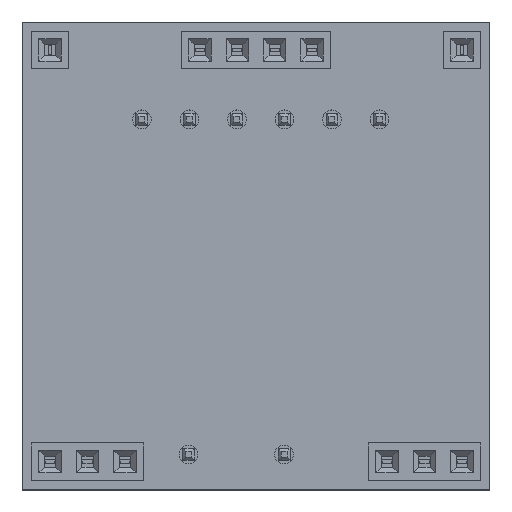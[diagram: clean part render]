
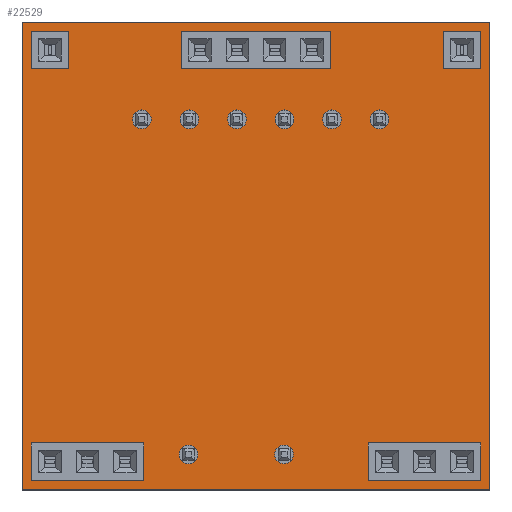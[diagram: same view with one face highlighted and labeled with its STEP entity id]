
A CAD part, top view. The second image highlights one B-rep face of the part: STEP entity #22529.
In plain terms, the highlighted planar face has unit normal (0, 0, 1).
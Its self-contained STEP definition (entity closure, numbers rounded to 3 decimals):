
#22197 = VERTEX_POINT('',#22198);
#22198 = CARTESIAN_POINT('',(-12.9,-57.,1.6));
#22204 = EDGE_CURVE('',#22197,#22205,#22207,.T.);
#22205 = VERTEX_POINT('',#22206);
#22206 = CARTESIAN_POINT('',(-37.9,-57.,1.6));
#22207 = LINE('',#22208,#22209);
#22208 = CARTESIAN_POINT('',(-12.9,-57.,1.6));
#22209 = VECTOR('',#22210,1.);
#22210 = DIRECTION('',(-1.,0.,0.));
#22237 = VERTEX_POINT('',#22238);
#22238 = CARTESIAN_POINT('',(-12.9,-32.,1.6));
#22244 = EDGE_CURVE('',#22237,#22197,#22245,.T.);
#22245 = LINE('',#22246,#22247);
#22246 = CARTESIAN_POINT('',(-12.9,-32.,1.6));
#22247 = VECTOR('',#22248,1.);
#22248 = DIRECTION('',(0.,-1.,0.));
#22266 = EDGE_CURVE('',#22205,#22267,#22269,.T.);
#22267 = VERTEX_POINT('',#22268);
#22268 = CARTESIAN_POINT('',(-37.9,-32.,1.6));
#22269 = LINE('',#22270,#22271);
#22270 = CARTESIAN_POINT('',(-37.9,-57.,1.6));
#22271 = VECTOR('',#22272,1.);
#22272 = DIRECTION('',(0.,1.,0.));
#22529 = ADVANCED_FACE('',(#22530,#22541,#22552,#22563,#22574,#22585,
    #22596,#22607,#22618,#22629,#22640,#22651,#22662,#22673,#22684,
    #22695,#22706,#22717,#22728,#22739,#22750),#22761,.T.);
#22530 = FACE_BOUND('',#22531,.T.);
#22531 = EDGE_LOOP('',(#22532,#22533,#22534,#22540));
#22532 = ORIENTED_EDGE('',*,*,#22204,.F.);
#22533 = ORIENTED_EDGE('',*,*,#22244,.F.);
#22534 = ORIENTED_EDGE('',*,*,#22535,.F.);
#22535 = EDGE_CURVE('',#22267,#22237,#22536,.T.);
#22536 = LINE('',#22537,#22538);
#22537 = CARTESIAN_POINT('',(-37.9,-32.,1.6));
#22538 = VECTOR('',#22539,1.);
#22539 = DIRECTION('',(1.,0.,0.));
#22540 = ORIENTED_EDGE('',*,*,#22266,.F.);
#22541 = FACE_BOUND('',#22542,.T.);
#22542 = EDGE_LOOP('',(#22543));
#22543 = ORIENTED_EDGE('',*,*,#22544,.T.);
#22544 = EDGE_CURVE('',#22545,#22545,#22547,.T.);
#22545 = VERTEX_POINT('',#22546);
#22546 = CARTESIAN_POINT('',(-36.4,-55.9,1.6));
#22547 = CIRCLE('',#22548,0.4);
#22548 = AXIS2_PLACEMENT_3D('',#22549,#22550,#22551);
#22549 = CARTESIAN_POINT('',(-36.4,-55.5,1.6));
#22550 = DIRECTION('',(-0.,0.,-1.));
#22551 = DIRECTION('',(-0.,-1.,0.));
#22552 = FACE_BOUND('',#22553,.T.);
#22553 = EDGE_LOOP('',(#22554));
#22554 = ORIENTED_EDGE('',*,*,#22555,.T.);
#22555 = EDGE_CURVE('',#22556,#22556,#22558,.T.);
#22556 = VERTEX_POINT('',#22557);
#22557 = CARTESIAN_POINT('',(-34.4,-55.9,1.6));
#22558 = CIRCLE('',#22559,0.4);
#22559 = AXIS2_PLACEMENT_3D('',#22560,#22561,#22562);
#22560 = CARTESIAN_POINT('',(-34.4,-55.5,1.6));
#22561 = DIRECTION('',(-0.,0.,-1.));
#22562 = DIRECTION('',(-0.,-1.,0.));
#22563 = FACE_BOUND('',#22564,.T.);
#22564 = EDGE_LOOP('',(#22565));
#22565 = ORIENTED_EDGE('',*,*,#22566,.T.);
#22566 = EDGE_CURVE('',#22567,#22567,#22569,.T.);
#22567 = VERTEX_POINT('',#22568);
#22568 = CARTESIAN_POINT('',(-32.4,-55.9,1.6));
#22569 = CIRCLE('',#22570,0.4);
#22570 = AXIS2_PLACEMENT_3D('',#22571,#22572,#22573);
#22571 = CARTESIAN_POINT('',(-32.4,-55.5,1.6));
#22572 = DIRECTION('',(-0.,0.,-1.));
#22573 = DIRECTION('',(-0.,-1.,0.));
#22574 = FACE_BOUND('',#22575,.T.);
#22575 = EDGE_LOOP('',(#22576));
#22576 = ORIENTED_EDGE('',*,*,#22577,.T.);
#22577 = EDGE_CURVE('',#22578,#22578,#22580,.T.);
#22578 = VERTEX_POINT('',#22579);
#22579 = CARTESIAN_POINT('',(-29.,-55.6,1.6));
#22580 = CIRCLE('',#22581,0.5);
#22581 = AXIS2_PLACEMENT_3D('',#22582,#22583,#22584);
#22582 = CARTESIAN_POINT('',(-29.,-55.1,1.6));
#22583 = DIRECTION('',(-0.,0.,-1.));
#22584 = DIRECTION('',(-0.,-1.,0.));
#22585 = FACE_BOUND('',#22586,.T.);
#22586 = EDGE_LOOP('',(#22587));
#22587 = ORIENTED_EDGE('',*,*,#22588,.T.);
#22588 = EDGE_CURVE('',#22589,#22589,#22591,.T.);
#22589 = VERTEX_POINT('',#22590);
#22590 = CARTESIAN_POINT('',(-23.9,-55.6,1.6));
#22591 = CIRCLE('',#22592,0.5);
#22592 = AXIS2_PLACEMENT_3D('',#22593,#22594,#22595);
#22593 = CARTESIAN_POINT('',(-23.9,-55.1,1.6));
#22594 = DIRECTION('',(-0.,0.,-1.));
#22595 = DIRECTION('',(-0.,-1.,0.));
#22596 = FACE_BOUND('',#22597,.T.);
#22597 = EDGE_LOOP('',(#22598));
#22598 = ORIENTED_EDGE('',*,*,#22599,.T.);
#22599 = EDGE_CURVE('',#22600,#22600,#22602,.T.);
#22600 = VERTEX_POINT('',#22601);
#22601 = CARTESIAN_POINT('',(-18.4,-55.9,1.6));
#22602 = CIRCLE('',#22603,0.4);
#22603 = AXIS2_PLACEMENT_3D('',#22604,#22605,#22606);
#22604 = CARTESIAN_POINT('',(-18.4,-55.5,1.6));
#22605 = DIRECTION('',(-0.,0.,-1.));
#22606 = DIRECTION('',(-0.,-1.,0.));
#22607 = FACE_BOUND('',#22608,.T.);
#22608 = EDGE_LOOP('',(#22609));
#22609 = ORIENTED_EDGE('',*,*,#22610,.T.);
#22610 = EDGE_CURVE('',#22611,#22611,#22613,.T.);
#22611 = VERTEX_POINT('',#22612);
#22612 = CARTESIAN_POINT('',(-16.4,-55.9,1.6));
#22613 = CIRCLE('',#22614,0.4);
#22614 = AXIS2_PLACEMENT_3D('',#22615,#22616,#22617);
#22615 = CARTESIAN_POINT('',(-16.4,-55.5,1.6));
#22616 = DIRECTION('',(-0.,0.,-1.));
#22617 = DIRECTION('',(-0.,-1.,0.));
#22618 = FACE_BOUND('',#22619,.T.);
#22619 = EDGE_LOOP('',(#22620));
#22620 = ORIENTED_EDGE('',*,*,#22621,.T.);
#22621 = EDGE_CURVE('',#22622,#22622,#22624,.T.);
#22622 = VERTEX_POINT('',#22623);
#22623 = CARTESIAN_POINT('',(-14.4,-55.9,1.6));
#22624 = CIRCLE('',#22625,0.4);
#22625 = AXIS2_PLACEMENT_3D('',#22626,#22627,#22628);
#22626 = CARTESIAN_POINT('',(-14.4,-55.5,1.6));
#22627 = DIRECTION('',(-0.,0.,-1.));
#22628 = DIRECTION('',(-0.,-1.,0.));
#22629 = FACE_BOUND('',#22630,.T.);
#22630 = EDGE_LOOP('',(#22631));
#22631 = ORIENTED_EDGE('',*,*,#22632,.T.);
#22632 = EDGE_CURVE('',#22633,#22633,#22635,.T.);
#22633 = VERTEX_POINT('',#22634);
#22634 = CARTESIAN_POINT('',(-31.5,-37.7,1.6));
#22635 = CIRCLE('',#22636,0.5);
#22636 = AXIS2_PLACEMENT_3D('',#22637,#22638,#22639);
#22637 = CARTESIAN_POINT('',(-31.5,-37.2,1.6));
#22638 = DIRECTION('',(-0.,0.,-1.));
#22639 = DIRECTION('',(-0.,-1.,0.));
#22640 = FACE_BOUND('',#22641,.T.);
#22641 = EDGE_LOOP('',(#22642));
#22642 = ORIENTED_EDGE('',*,*,#22643,.T.);
#22643 = EDGE_CURVE('',#22644,#22644,#22646,.T.);
#22644 = VERTEX_POINT('',#22645);
#22645 = CARTESIAN_POINT('',(-36.4,-33.9,1.6));
#22646 = CIRCLE('',#22647,0.4);
#22647 = AXIS2_PLACEMENT_3D('',#22648,#22649,#22650);
#22648 = CARTESIAN_POINT('',(-36.4,-33.5,1.6));
#22649 = DIRECTION('',(-0.,0.,-1.));
#22650 = DIRECTION('',(-0.,-1.,0.));
#22651 = FACE_BOUND('',#22652,.T.);
#22652 = EDGE_LOOP('',(#22653));
#22653 = ORIENTED_EDGE('',*,*,#22654,.T.);
#22654 = EDGE_CURVE('',#22655,#22655,#22657,.T.);
#22655 = VERTEX_POINT('',#22656);
#22656 = CARTESIAN_POINT('',(-28.96,-37.7,1.6));
#22657 = CIRCLE('',#22658,0.5);
#22658 = AXIS2_PLACEMENT_3D('',#22659,#22660,#22661);
#22659 = CARTESIAN_POINT('',(-28.96,-37.2,1.6));
#22660 = DIRECTION('',(-0.,0.,-1.));
#22661 = DIRECTION('',(-0.,-1.,0.));
#22662 = FACE_BOUND('',#22663,.T.);
#22663 = EDGE_LOOP('',(#22664));
#22664 = ORIENTED_EDGE('',*,*,#22665,.T.);
#22665 = EDGE_CURVE('',#22666,#22666,#22668,.T.);
#22666 = VERTEX_POINT('',#22667);
#22667 = CARTESIAN_POINT('',(-26.42,-37.7,1.6));
#22668 = CIRCLE('',#22669,0.5);
#22669 = AXIS2_PLACEMENT_3D('',#22670,#22671,#22672);
#22670 = CARTESIAN_POINT('',(-26.42,-37.2,1.6));
#22671 = DIRECTION('',(-0.,0.,-1.));
#22672 = DIRECTION('',(-0.,-1.,0.));
#22673 = FACE_BOUND('',#22674,.T.);
#22674 = EDGE_LOOP('',(#22675));
#22675 = ORIENTED_EDGE('',*,*,#22676,.T.);
#22676 = EDGE_CURVE('',#22677,#22677,#22679,.T.);
#22677 = VERTEX_POINT('',#22678);
#22678 = CARTESIAN_POINT('',(-28.4,-33.9,1.6));
#22679 = CIRCLE('',#22680,0.4);
#22680 = AXIS2_PLACEMENT_3D('',#22681,#22682,#22683);
#22681 = CARTESIAN_POINT('',(-28.4,-33.5,1.6));
#22682 = DIRECTION('',(-0.,0.,-1.));
#22683 = DIRECTION('',(0.,-1.,-0.));
#22684 = FACE_BOUND('',#22685,.T.);
#22685 = EDGE_LOOP('',(#22686));
#22686 = ORIENTED_EDGE('',*,*,#22687,.T.);
#22687 = EDGE_CURVE('',#22688,#22688,#22690,.T.);
#22688 = VERTEX_POINT('',#22689);
#22689 = CARTESIAN_POINT('',(-26.4,-33.9,1.6));
#22690 = CIRCLE('',#22691,0.4);
#22691 = AXIS2_PLACEMENT_3D('',#22692,#22693,#22694);
#22692 = CARTESIAN_POINT('',(-26.4,-33.5,1.6));
#22693 = DIRECTION('',(-0.,0.,-1.));
#22694 = DIRECTION('',(0.,-1.,-0.));
#22695 = FACE_BOUND('',#22696,.T.);
#22696 = EDGE_LOOP('',(#22697));
#22697 = ORIENTED_EDGE('',*,*,#22698,.T.);
#22698 = EDGE_CURVE('',#22699,#22699,#22701,.T.);
#22699 = VERTEX_POINT('',#22700);
#22700 = CARTESIAN_POINT('',(-23.88,-37.7,1.6));
#22701 = CIRCLE('',#22702,0.5);
#22702 = AXIS2_PLACEMENT_3D('',#22703,#22704,#22705);
#22703 = CARTESIAN_POINT('',(-23.88,-37.2,1.6));
#22704 = DIRECTION('',(-0.,0.,-1.));
#22705 = DIRECTION('',(-0.,-1.,0.));
#22706 = FACE_BOUND('',#22707,.T.);
#22707 = EDGE_LOOP('',(#22708));
#22708 = ORIENTED_EDGE('',*,*,#22709,.T.);
#22709 = EDGE_CURVE('',#22710,#22710,#22712,.T.);
#22710 = VERTEX_POINT('',#22711);
#22711 = CARTESIAN_POINT('',(-21.34,-37.7,1.6));
#22712 = CIRCLE('',#22713,0.5);
#22713 = AXIS2_PLACEMENT_3D('',#22714,#22715,#22716);
#22714 = CARTESIAN_POINT('',(-21.34,-37.2,1.6));
#22715 = DIRECTION('',(-0.,0.,-1.));
#22716 = DIRECTION('',(-0.,-1.,0.));
#22717 = FACE_BOUND('',#22718,.T.);
#22718 = EDGE_LOOP('',(#22719));
#22719 = ORIENTED_EDGE('',*,*,#22720,.T.);
#22720 = EDGE_CURVE('',#22721,#22721,#22723,.T.);
#22721 = VERTEX_POINT('',#22722);
#22722 = CARTESIAN_POINT('',(-24.4,-33.9,1.6));
#22723 = CIRCLE('',#22724,0.4);
#22724 = AXIS2_PLACEMENT_3D('',#22725,#22726,#22727);
#22725 = CARTESIAN_POINT('',(-24.4,-33.5,1.6));
#22726 = DIRECTION('',(-0.,0.,-1.));
#22727 = DIRECTION('',(0.,-1.,-0.));
#22728 = FACE_BOUND('',#22729,.T.);
#22729 = EDGE_LOOP('',(#22730));
#22730 = ORIENTED_EDGE('',*,*,#22731,.T.);
#22731 = EDGE_CURVE('',#22732,#22732,#22734,.T.);
#22732 = VERTEX_POINT('',#22733);
#22733 = CARTESIAN_POINT('',(-22.4,-33.9,1.6));
#22734 = CIRCLE('',#22735,0.4);
#22735 = AXIS2_PLACEMENT_3D('',#22736,#22737,#22738);
#22736 = CARTESIAN_POINT('',(-22.4,-33.5,1.6));
#22737 = DIRECTION('',(-0.,0.,-1.));
#22738 = DIRECTION('',(0.,-1.,-0.));
#22739 = FACE_BOUND('',#22740,.T.);
#22740 = EDGE_LOOP('',(#22741));
#22741 = ORIENTED_EDGE('',*,*,#22742,.T.);
#22742 = EDGE_CURVE('',#22743,#22743,#22745,.T.);
#22743 = VERTEX_POINT('',#22744);
#22744 = CARTESIAN_POINT('',(-18.8,-37.7,1.6));
#22745 = CIRCLE('',#22746,0.5);
#22746 = AXIS2_PLACEMENT_3D('',#22747,#22748,#22749);
#22747 = CARTESIAN_POINT('',(-18.8,-37.2,1.6));
#22748 = DIRECTION('',(-0.,0.,-1.));
#22749 = DIRECTION('',(-0.,-1.,0.));
#22750 = FACE_BOUND('',#22751,.T.);
#22751 = EDGE_LOOP('',(#22752));
#22752 = ORIENTED_EDGE('',*,*,#22753,.T.);
#22753 = EDGE_CURVE('',#22754,#22754,#22756,.T.);
#22754 = VERTEX_POINT('',#22755);
#22755 = CARTESIAN_POINT('',(-14.4,-33.9,1.6));
#22756 = CIRCLE('',#22757,0.4);
#22757 = AXIS2_PLACEMENT_3D('',#22758,#22759,#22760);
#22758 = CARTESIAN_POINT('',(-14.4,-33.5,1.6));
#22759 = DIRECTION('',(-0.,0.,-1.));
#22760 = DIRECTION('',(-0.,-1.,0.));
#22761 = PLANE('',#22762);
#22762 = AXIS2_PLACEMENT_3D('',#22763,#22764,#22765);
#22763 = CARTESIAN_POINT('',(0.,0.,1.6));
#22764 = DIRECTION('',(0.,0.,1.));
#22765 = DIRECTION('',(1.,0.,-0.));
